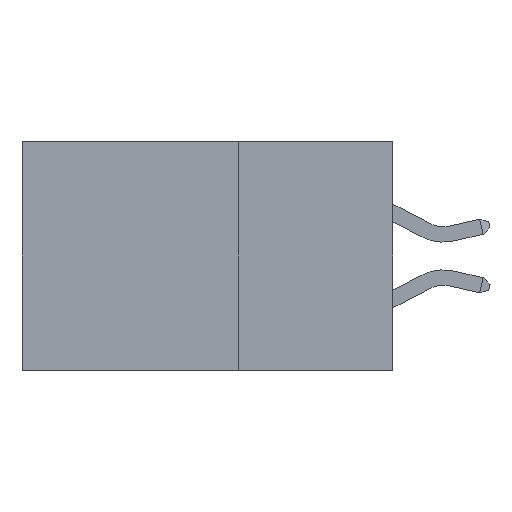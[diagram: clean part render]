
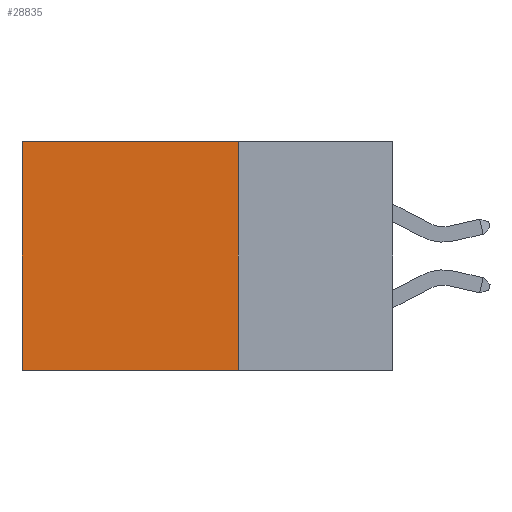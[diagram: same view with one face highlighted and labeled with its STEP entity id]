
A CAD part, left-side view. The second image highlights one B-rep face of the part: STEP entity #28835.
In plain terms, the highlighted planar face has unit normal (-1, 0, 0).
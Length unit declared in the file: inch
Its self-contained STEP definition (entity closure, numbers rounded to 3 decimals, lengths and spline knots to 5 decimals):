
#961 = AXIS2_PLACEMENT_3D ( 'NONE', #13621, #7877, #1904 ) ;
#1103 = ORIENTED_EDGE ( 'NONE', *, *, #37002, .F. ) ;
#1904 = DIRECTION ( 'NONE',  ( 0., 0., -1. ) ) ;
#3125 = LINE ( 'NONE', #14740, #29869 ) ;
#3559 = LINE ( 'NONE', #11749, #16030 ) ;
#4249 = VECTOR ( 'NONE', #5043, 39.37008 ) ;
#4398 = CARTESIAN_POINT ( 'NONE',  ( 0.2875, 0.25, 0. ) ) ;
#5043 = DIRECTION ( 'NONE',  ( 0., 0., -1. ) ) ;
#6048 = DIRECTION ( 'NONE',  ( 0., 1., 0. ) ) ;
#7677 = ORIENTED_EDGE ( 'NONE', *, *, #30252, .T. ) ;
#7877 = DIRECTION ( 'NONE',  ( 1., 0., 0. ) ) ;
#11499 = DIRECTION ( 'NONE',  ( 0., 1., 0. ) ) ;
#11749 = CARTESIAN_POINT ( 'NONE',  ( 0.2875, 0.25, 0. ) ) ;
#13405 = EDGE_CURVE ( 'NONE', #23478, #36990, #28704, .T. ) ;
#13621 = CARTESIAN_POINT ( 'NONE',  ( 0.2875, 0.25, 0. ) ) ;
#13910 = ORIENTED_EDGE ( 'NONE', *, *, #19029, .T. ) ;
#14740 = CARTESIAN_POINT ( 'NONE',  ( 0.2875, 0.25, 0. ) ) ;
#16030 = VECTOR ( 'NONE', #11499, 39.37008 ) ;
#16911 = CARTESIAN_POINT ( 'NONE',  ( 0.2875, 0.6, 0. ) ) ;
#18036 = VECTOR ( 'NONE', #6048, 39.37008 ) ;
#18437 = EDGE_LOOP ( 'NONE', ( #13910, #26959, #1103, #7677 ) ) ;
#18902 = VERTEX_POINT ( 'NONE', #4398 ) ;
#19029 = EDGE_CURVE ( 'NONE', #22975, #36990, #35217, .T. ) ;
#22975 = VERTEX_POINT ( 'NONE', #16911 ) ;
#23478 = VERTEX_POINT ( 'NONE', #34364 ) ;
#25131 = PLANE ( 'NONE',  #961 ) ;
#25790 = CARTESIAN_POINT ( 'NONE',  ( 0.2875, 0.6, 0. ) ) ;
#25906 = CARTESIAN_POINT ( 'NONE',  ( 0.2875, 0.25, -0.37 ) ) ;
#26669 = DIRECTION ( 'NONE',  ( 0., 0., -1. ) ) ;
#26959 = ORIENTED_EDGE ( 'NONE', *, *, #13405, .F. ) ;
#28704 = LINE ( 'NONE', #25906, #18036 ) ;
#28835 = ADVANCED_FACE ( 'NONE', ( #29144 ), #25131, .F. ) ;
#29144 = FACE_OUTER_BOUND ( 'NONE', #18437, .T. ) ;
#29869 = VECTOR ( 'NONE', #26669, 39.37008 ) ;
#30252 = EDGE_CURVE ( 'NONE', #18902, #22975, #3559, .T. ) ;
#34364 = CARTESIAN_POINT ( 'NONE',  ( 0.2875, 0.25, -0.37 ) ) ;
#35217 = LINE ( 'NONE', #25790, #4249 ) ;
#35975 = CARTESIAN_POINT ( 'NONE',  ( 0.2875, 0.6, -0.37 ) ) ;
#36990 = VERTEX_POINT ( 'NONE', #35975 ) ;
#37002 = EDGE_CURVE ( 'NONE', #18902, #23478, #3125, .T. ) ;
